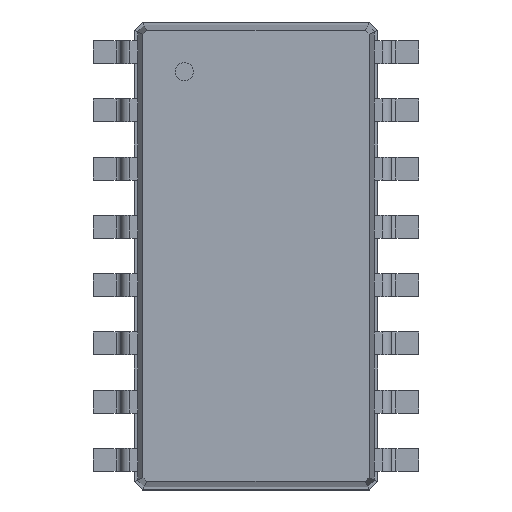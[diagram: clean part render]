
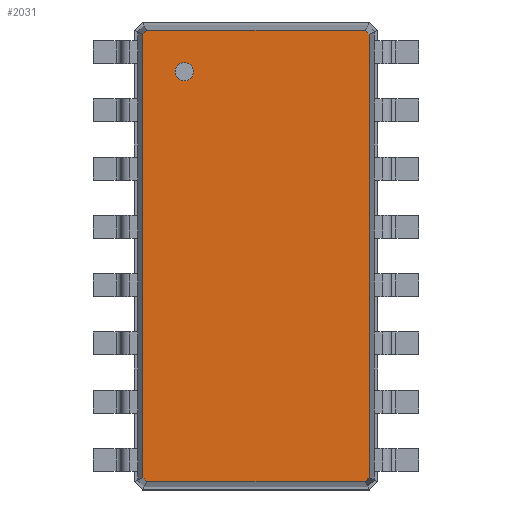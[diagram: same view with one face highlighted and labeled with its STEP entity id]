
A CAD part, top view. The second image highlights one B-rep face of the part: STEP entity #2031.
In plain terms, the highlighted planar face has unit normal (0, 0, 1).
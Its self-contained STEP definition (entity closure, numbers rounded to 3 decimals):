
#13=DIRECTION('',(0.,0.,1.));
#27=VECTOR('',#28,1.);
#28=DIRECTION('',(0.,-1.,0.));
#36=DIRECTION('',(0.,1.,0.));
#58=VECTOR('',#59,1.);
#59=DIRECTION('',(1.,0.,0.));
#130=VECTOR('',#131,1.);
#131=DIRECTION('',(-1.,0.,0.));
#420=VECTOR('',#421,1.);
#421=DIRECTION('',(0.707,-0.707,0.));
#427=VECTOR('',#428,1.);
#428=DIRECTION('',(-0.707,-0.707,0.));
#439=VECTOR('',#440,1.);
#440=DIRECTION('',(-0.707,0.707,0.));
#446=VECTOR('',#36,1.);
#450=VECTOR('',#451,1.);
#451=DIRECTION('',(0.707,0.707,0.));
#847=VERTEX_POINT('',#848);
#848=CARTESIAN_POINT('',(2.464,-4.832,1.6));
#850=ORIENTED_EDGE('',*,*,#851,.F.);
#851=EDGE_CURVE('',#852,#847,#854,.T.);
#852=VERTEX_POINT('',#853);
#853=CARTESIAN_POINT('',(2.464,4.832,1.6));
#854=LINE('',#853,#27);
#2022=ORIENTED_EDGE('',*,*,#2023,.F.);
#2023=EDGE_CURVE('',#2024,#852,#2026,.T.);
#2024=VERTEX_POINT('',#2025);
#2025=CARTESIAN_POINT('',(2.382,4.914,1.6));
#2026=LINE('',#2025,#420);
#2031=ADVANCED_FACE('',(#2032,#2062),#2071,.T.);
#2032=FACE_BOUND('',#2033,.T.);
#2033=EDGE_LOOP('',(#2034,#2039,#2044,#2049,#2054,#2059,#850,#2022));
#2034=ORIENTED_EDGE('',*,*,#2035,.F.);
#2035=EDGE_CURVE('',#2036,#2024,#2038,.T.);
#2036=VERTEX_POINT('',#2037);
#2037=CARTESIAN_POINT('',(-2.382,4.914,1.6));
#2038=LINE('',#2037,#58);
#2039=ORIENTED_EDGE('',*,*,#2040,.F.);
#2040=EDGE_CURVE('',#2041,#2036,#2043,.T.);
#2041=VERTEX_POINT('',#2042);
#2042=CARTESIAN_POINT('',(-2.464,4.832,1.6));
#2043=LINE('',#2042,#450);
#2044=ORIENTED_EDGE('',*,*,#2045,.F.);
#2045=EDGE_CURVE('',#2046,#2041,#2048,.T.);
#2046=VERTEX_POINT('',#2047);
#2047=CARTESIAN_POINT('',(-2.464,-4.832,1.6));
#2048=LINE('',#2047,#446);
#2049=ORIENTED_EDGE('',*,*,#2050,.F.);
#2050=EDGE_CURVE('',#2051,#2046,#2053,.T.);
#2051=VERTEX_POINT('',#2052);
#2052=CARTESIAN_POINT('',(-2.382,-4.914,1.6));
#2053=LINE('',#2052,#439);
#2054=ORIENTED_EDGE('',*,*,#2055,.F.);
#2055=EDGE_CURVE('',#2056,#2051,#2058,.T.);
#2056=VERTEX_POINT('',#2057);
#2057=CARTESIAN_POINT('',(2.382,-4.914,1.6));
#2058=LINE('',#2057,#130);
#2059=ORIENTED_EDGE('',*,*,#2060,.F.);
#2060=EDGE_CURVE('',#847,#2056,#2061,.T.);
#2061=LINE('',#848,#427);
#2062=FACE_BOUND('',#2063,.T.);
#2063=EDGE_LOOP('',(#2064));
#2064=ORIENTED_EDGE('',*,*,#2065,.F.);
#2065=EDGE_CURVE('',#2066,#2066,#2068,.T.);
#2066=VERTEX_POINT('',#2067);
#2067=CARTESIAN_POINT('',(-1.564,3.814,1.6));
#2068=CIRCLE('',#2069,0.2);
#2069=AXIS2_PLACEMENT_3D('',#2070,#13,#28);
#2070=CARTESIAN_POINT('',(-1.564,4.014,1.6));
#2071=PLANE('',#2072);
#2072=AXIS2_PLACEMENT_3D('',#2037,#13,#2073);
#2073=DIRECTION('',(0.436,-0.9,0.));
